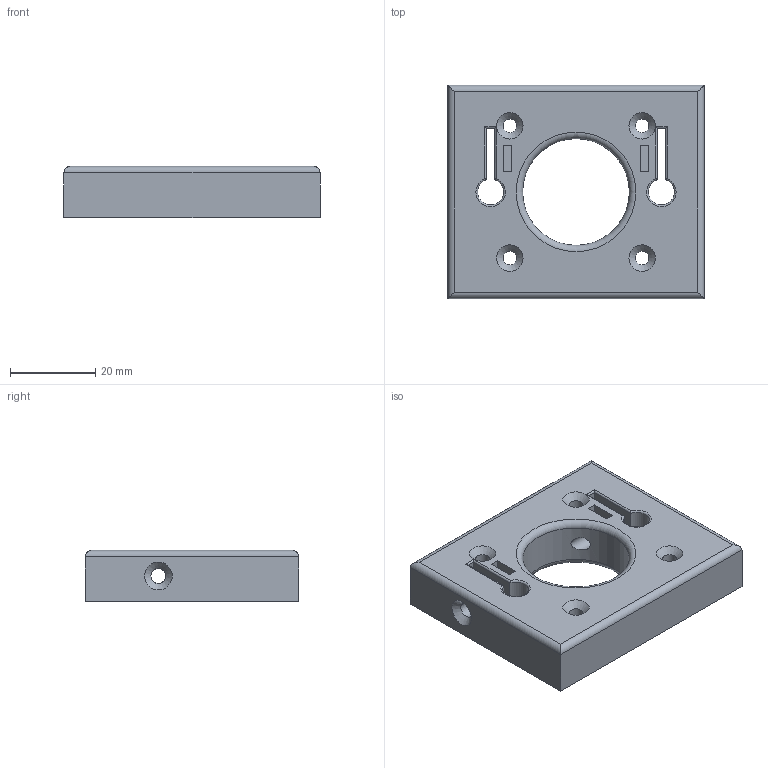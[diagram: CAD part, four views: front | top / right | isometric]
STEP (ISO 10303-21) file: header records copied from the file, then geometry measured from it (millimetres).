
FILE_DESCRIPTION(('STEP AP242'), '1');
FILE_NAME('EngineMount', '', ('UNSPECIFIED'), ('UNSPECIFIED'), 'C3D Converter', 'C3D Toolkit', '');
FILE_SCHEMA(('AP242_MANAGED_MODEL_BASED_3D_ENGINEERING_MIM_LF { 1 0 10303 442 1 1 4 }'));
Length unit declared in the file: millimetre
Bounding box: 60 x 50 x 12 mm (x, y, z)
Volume: 27040.2 mm3; surface area: 10622.8 mm2
Topology: 1 solids, 1 shells, 67 faces, 151 edges, 94 vertices
Faces by surface type: cylinder 29, plane 28, cone 6, torus 4
Full cylindrical faces by diameter (mm): 3.2 x4, 3.5 x6, 4.4 x6, 25 x1
Entity records: 2521 total; most frequent: CARTESIAN_POINT 491, DIRECTION 294, ORIENTED_EDGE 252, EDGE_LOOP 126, EDGE_CURVE 126, AXIS2_PLACEMENT_3D 114, VERTEX_POINT 94, FACE_BOUND 76
